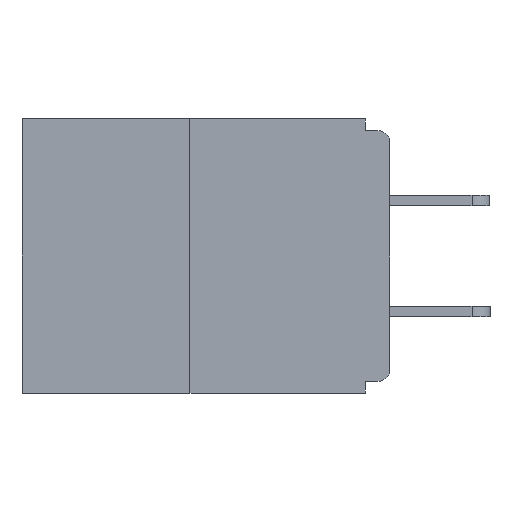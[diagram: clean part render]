
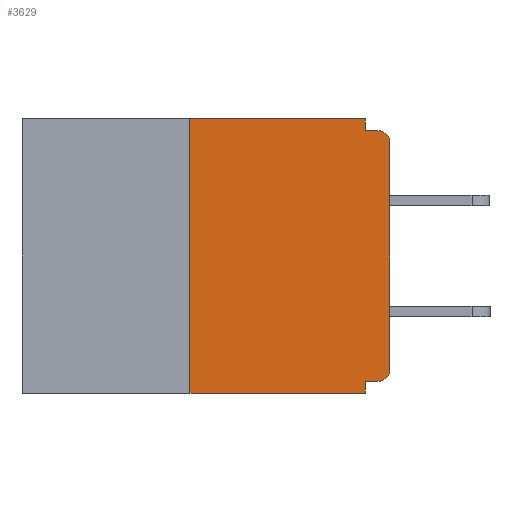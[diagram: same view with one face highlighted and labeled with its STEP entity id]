
A CAD part, left-side view. The second image highlights one B-rep face of the part: STEP entity #3629.
In plain terms, the highlighted planar face has unit normal (-1, 0, 0).
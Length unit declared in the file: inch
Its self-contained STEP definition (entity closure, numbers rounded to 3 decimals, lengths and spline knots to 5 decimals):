
#884 = VERTEX_POINT ( 'NONE', #1168 ) ;
#1168 = CARTESIAN_POINT ( 'NONE',  ( 0., 0.25, 0. ) ) ;
#1628 = FACE_OUTER_BOUND ( 'NONE', #22651, .T. ) ;
#1797 = VECTOR ( 'NONE', #16750, 39.37008 ) ;
#1968 = EDGE_CURVE ( 'NONE', #12376, #13751, #8807, .T. ) ;
#2302 = ORIENTED_EDGE ( 'NONE', *, *, #12223, .F. ) ;
#2389 = DIRECTION ( 'NONE',  ( 0., 0., 1. ) ) ;
#2933 = VECTOR ( 'NONE', #20691, 39.37008 ) ;
#3013 = VECTOR ( 'NONE', #7062, 39.37008 ) ;
#3209 = ORIENTED_EDGE ( 'NONE', *, *, #14084, .F. ) ;
#3492 = VECTOR ( 'NONE', #2389, 39.37008 ) ;
#3507 = ORIENTED_EDGE ( 'NONE', *, *, #22970, .F. ) ;
#3618 = VERTEX_POINT ( 'NONE', #9353 ) ;
#3629 = ADVANCED_FACE ( 'NONE', ( #1628 ), #13035, .F. ) ;
#4370 = VERTEX_POINT ( 'NONE', #17321 ) ;
#4466 = ORIENTED_EDGE ( 'NONE', *, *, #6852, .F. ) ;
#4525 = CARTESIAN_POINT ( 'NONE',  ( 0., 0., -0.03 ) ) ;
#4684 = ORIENTED_EDGE ( 'NONE', *, *, #13202, .T. ) ;
#5402 = EDGE_CURVE ( 'NONE', #3618, #13751, #23215, .T. ) ;
#5583 = ORIENTED_EDGE ( 'NONE', *, *, #5402, .F. ) ;
#6711 = CARTESIAN_POINT ( 'NONE',  ( 0., 0.46, -0.343 ) ) ;
#6800 = LINE ( 'NONE', #10763, #1797 ) ;
#6852 = EDGE_CURVE ( 'NONE', #13486, #4370, #20714, .T. ) ;
#7062 = DIRECTION ( 'NONE',  ( 0., 1., 0. ) ) ;
#7229 = CARTESIAN_POINT ( 'NONE',  ( 0., 0.031, -0.343 ) ) ;
#7277 = CARTESIAN_POINT ( 'NONE',  ( 0., 0., -0.313 ) ) ;
#7378 = VERTEX_POINT ( 'NONE', #7277 ) ;
#7617 = ORIENTED_EDGE ( 'NONE', *, *, #20170, .T. ) ;
#7690 = DIRECTION ( 'NONE',  ( 1., 0., 0. ) ) ;
#7973 = CARTESIAN_POINT ( 'NONE',  ( 0., 0.031, -0.343 ) ) ;
#8602 = LINE ( 'NONE', #7229, #14187 ) ;
#8711 = VECTOR ( 'NONE', #18781, 39.37008 ) ;
#8807 = CIRCLE ( 'NONE', #8861, 0.015 ) ;
#8861 = AXIS2_PLACEMENT_3D ( 'NONE', #18732, #22640, #20644 ) ;
#8885 = LINE ( 'NONE', #9500, #23375 ) ;
#9353 = CARTESIAN_POINT ( 'NONE',  ( 0., 0.031, -0.015 ) ) ;
#9500 = CARTESIAN_POINT ( 'NONE',  ( 0., 0.031, 0. ) ) ;
#9556 = ORIENTED_EDGE ( 'NONE', *, *, #23576, .F. ) ;
#10170 = VECTOR ( 'NONE', #19892, 39.37008 ) ;
#10394 = EDGE_CURVE ( 'NONE', #13486, #7378, #22920, .T. ) ;
#10763 = CARTESIAN_POINT ( 'NONE',  ( 0., 0.46, 0. ) ) ;
#10939 = CARTESIAN_POINT ( 'NONE',  ( 0., 0.015, -0.015 ) ) ;
#11858 = CARTESIAN_POINT ( 'NONE',  ( 0., 0.25, 0. ) ) ;
#12223 = EDGE_CURVE ( 'NONE', #884, #20637, #6800, .T. ) ;
#12376 = VERTEX_POINT ( 'NONE', #4525 ) ;
#12643 = CARTESIAN_POINT ( 'NONE',  ( 0., 0., -0.328 ) ) ;
#13035 = PLANE ( 'NONE',  #14547 ) ;
#13085 = CARTESIAN_POINT ( 'NONE',  ( 0., 0., 0. ) ) ;
#13202 = EDGE_CURVE ( 'NONE', #7378, #12376, #13260, .T. ) ;
#13260 = LINE ( 'NONE', #13085, #2933 ) ;
#13486 = VERTEX_POINT ( 'NONE', #24311 ) ;
#13751 = VERTEX_POINT ( 'NONE', #10939 ) ;
#14084 = EDGE_CURVE ( 'NONE', #14523, #884, #19980, .T. ) ;
#14187 = VECTOR ( 'NONE', #14828, 39.37008 ) ;
#14425 = CARTESIAN_POINT ( 'NONE',  ( 0., 0.25, -0.343 ) ) ;
#14523 = VERTEX_POINT ( 'NONE', #14425 ) ;
#14547 = AXIS2_PLACEMENT_3D ( 'NONE', #18889, #7690, #20787 ) ;
#14828 = DIRECTION ( 'NONE',  ( 0., 0., -1. ) ) ;
#15436 = ORIENTED_EDGE ( 'NONE', *, *, #1968, .T. ) ;
#16475 = ORIENTED_EDGE ( 'NONE', *, *, #10394, .T. ) ;
#16750 = DIRECTION ( 'NONE',  ( 0., -1., 0. ) ) ;
#16942 = DIRECTION ( 'NONE',  ( 0., 0., -1. ) ) ;
#17321 = CARTESIAN_POINT ( 'NONE',  ( 0., 0.031, -0.328 ) ) ;
#17480 = DIRECTION ( 'NONE',  ( 0., 0., -1. ) ) ;
#17836 = LINE ( 'NONE', #6711, #10170 ) ;
#18732 = CARTESIAN_POINT ( 'NONE',  ( 0., 0.015, -0.03 ) ) ;
#18781 = DIRECTION ( 'NONE',  ( 0., -1., 0. ) ) ;
#18889 = CARTESIAN_POINT ( 'NONE',  ( 0., 0.46, 0. ) ) ;
#19263 = VERTEX_POINT ( 'NONE', #7973 ) ;
#19598 = AXIS2_PLACEMENT_3D ( 'NONE', #21362, #23508, #17480 ) ;
#19892 = DIRECTION ( 'NONE',  ( 0., -1., 0. ) ) ;
#19980 = LINE ( 'NONE', #11858, #3492 ) ;
#20170 = EDGE_CURVE ( 'NONE', #14523, #19263, #17836, .T. ) ;
#20503 = CARTESIAN_POINT ( 'NONE',  ( 0., 0.031, 0. ) ) ;
#20637 = VERTEX_POINT ( 'NONE', #20503 ) ;
#20644 = DIRECTION ( 'NONE',  ( 0., 0., -1. ) ) ;
#20691 = DIRECTION ( 'NONE',  ( 0., 0., 1. ) ) ;
#20714 = LINE ( 'NONE', #12643, #3013 ) ;
#20762 = CARTESIAN_POINT ( 'NONE',  ( 0., 0., -0.015 ) ) ;
#20787 = DIRECTION ( 'NONE',  ( 0., 0., -1. ) ) ;
#21362 = CARTESIAN_POINT ( 'NONE',  ( 0., 0.015, -0.313 ) ) ;
#22640 = DIRECTION ( 'NONE',  ( -1., 0., 0. ) ) ;
#22651 = EDGE_LOOP ( 'NONE', ( #2302, #3209, #7617, #3507, #4466, #16475, #4684, #15436, #5583, #9556 ) ) ;
#22920 = CIRCLE ( 'NONE', #19598, 0.015 ) ;
#22970 = EDGE_CURVE ( 'NONE', #4370, #19263, #8602, .T. ) ;
#23215 = LINE ( 'NONE', #20762, #8711 ) ;
#23375 = VECTOR ( 'NONE', #16942, 39.37008 ) ;
#23508 = DIRECTION ( 'NONE',  ( -1., 0., 0. ) ) ;
#23576 = EDGE_CURVE ( 'NONE', #20637, #3618, #8885, .T. ) ;
#24311 = CARTESIAN_POINT ( 'NONE',  ( 0., 0.015, -0.328 ) ) ;
